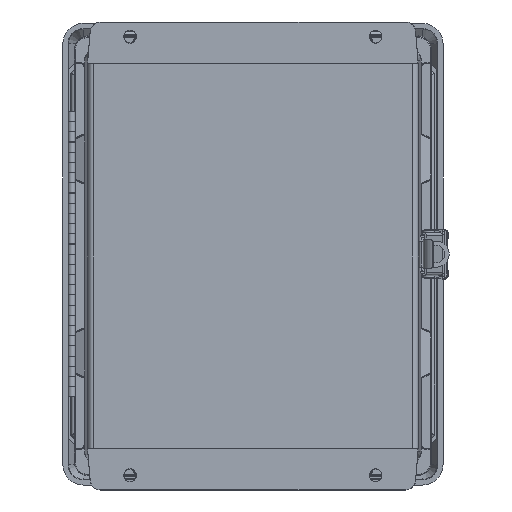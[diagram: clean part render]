
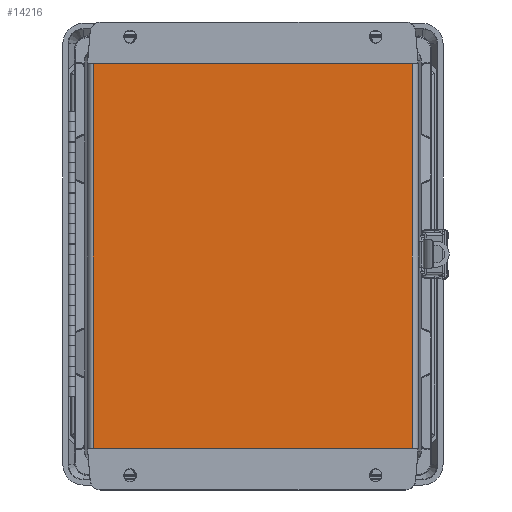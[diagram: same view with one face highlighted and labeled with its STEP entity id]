
A CAD part, front view. The second image highlights one B-rep face of the part: STEP entity #14216.
In plain terms, the highlighted planar face has unit normal (0, -1, 0).
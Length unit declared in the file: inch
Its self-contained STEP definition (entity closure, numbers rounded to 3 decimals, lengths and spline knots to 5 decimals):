
#459 = DIRECTION ( 'NONE',  ( 0., 0., 1. ) ) ;
#4369 = EDGE_CURVE ( 'NONE', #10607, #11287, #18719, .T. ) ;
#5436 = DIRECTION ( 'NONE',  ( 0., 0., 1. ) ) ;
#6193 = FACE_OUTER_BOUND ( 'NONE', #22403, .T. ) ;
#6320 = VECTOR ( 'NONE', #459, 39.37008 ) ;
#6925 = VECTOR ( 'NONE', #7790, 39.37008 ) ;
#7700 = CARTESIAN_POINT ( 'NONE',  ( -5.60764, 0.053, 4.71875 ) ) ;
#7790 = DIRECTION ( 'NONE',  ( -1., 0., 0. ) ) ;
#8930 = CARTESIAN_POINT ( 'NONE',  ( -3.91022, 0.053, -4.71875 ) ) ;
#10607 = VERTEX_POINT ( 'NONE', #14183 ) ;
#11199 = CARTESIAN_POINT ( 'NONE',  ( -3.91022, 0.053, 0. ) ) ;
#11287 = VERTEX_POINT ( 'NONE', #26231 ) ;
#13292 = VERTEX_POINT ( 'NONE', #13359 ) ;
#13359 = CARTESIAN_POINT ( 'NONE',  ( 3.91022, 0.053, -4.71875 ) ) ;
#14183 = CARTESIAN_POINT ( 'NONE',  ( 3.91022, 0.053, 4.71875 ) ) ;
#14216 = ADVANCED_FACE ( 'NONE', ( #6193 ), #17198, .F. ) ;
#14828 = CARTESIAN_POINT ( 'NONE',  ( 0., 0.053, 0. ) ) ;
#16392 = DIRECTION ( 'NONE',  ( 1., 0., 0. ) ) ;
#16800 = ORIENTED_EDGE ( 'NONE', *, *, #4369, .T. ) ;
#17198 = PLANE ( 'NONE',  #21759 ) ;
#18271 = LINE ( 'NONE', #30454, #25212 ) ;
#18719 = LINE ( 'NONE', #7700, #6925 ) ;
#18862 = LINE ( 'NONE', #26201, #6320 ) ;
#19556 = DIRECTION ( 'NONE',  ( 0., 1., 0. ) ) ;
#20183 = EDGE_CURVE ( 'NONE', #13292, #10607, #18862, .T. ) ;
#20804 = ORIENTED_EDGE ( 'NONE', *, *, #20183, .T. ) ;
#21759 = AXIS2_PLACEMENT_3D ( 'NONE', #14828, #19556, #5436 ) ;
#22403 = EDGE_LOOP ( 'NONE', ( #26676, #20804, #16800, #26333 ) ) ;
#24282 = VECTOR ( 'NONE', #29986, 39.37008 ) ;
#25212 = VECTOR ( 'NONE', #16392, 39.37008 ) ;
#26201 = CARTESIAN_POINT ( 'NONE',  ( 3.91022, 0.053, 0. ) ) ;
#26231 = CARTESIAN_POINT ( 'NONE',  ( -3.91022, 0.053, 4.71875 ) ) ;
#26333 = ORIENTED_EDGE ( 'NONE', *, *, #27037, .T. ) ;
#26676 = ORIENTED_EDGE ( 'NONE', *, *, #29607, .T. ) ;
#27037 = EDGE_CURVE ( 'NONE', #11287, #27047, #29797, .T. ) ;
#27047 = VERTEX_POINT ( 'NONE', #8930 ) ;
#29607 = EDGE_CURVE ( 'NONE', #27047, #13292, #18271, .T. ) ;
#29797 = LINE ( 'NONE', #11199, #24282 ) ;
#29986 = DIRECTION ( 'NONE',  ( 0., 0., -1. ) ) ;
#30454 = CARTESIAN_POINT ( 'NONE',  ( -5.60764, 0.053, -4.71875 ) ) ;
